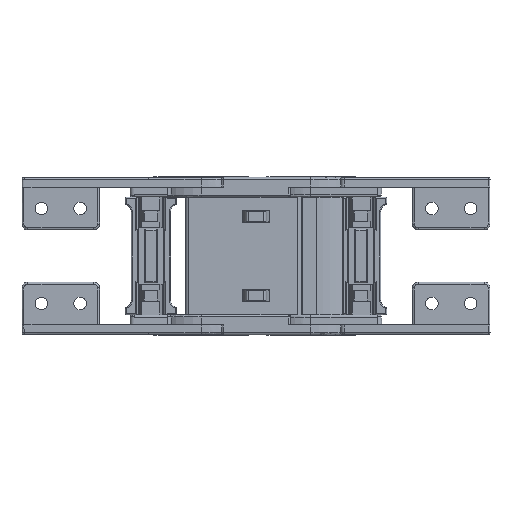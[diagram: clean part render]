
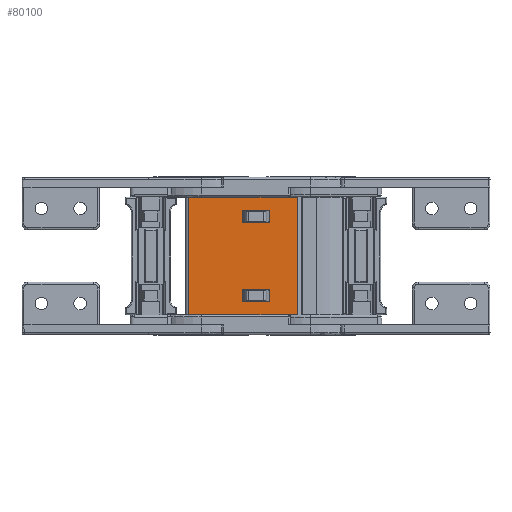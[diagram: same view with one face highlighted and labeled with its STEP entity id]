
A CAD part, front view. The second image highlights one B-rep face of the part: STEP entity #80100.
In plain terms, the highlighted planar face has unit normal (0, -1, 0).
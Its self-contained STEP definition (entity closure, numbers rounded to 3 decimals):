
#680 = VERTEX_POINT ( 'NONE', #6830 ) ;
#1891 = LINE ( 'NONE', #91743, #27015 ) ;
#2231 = PLANE ( 'NONE',  #58057 ) ;
#3261 = EDGE_CURVE ( 'NONE', #32726, #98247, #34794, .T. ) ;
#3458 = LINE ( 'NONE', #48389, #79192 ) ;
#3827 = DIRECTION ( 'NONE',  ( 0., 0., -1. ) ) ;
#5899 = DIRECTION ( 'NONE',  ( 0., 0., -1. ) ) ;
#6264 = VECTOR ( 'NONE', #12584, 1000. ) ;
#6830 = CARTESIAN_POINT ( 'NONE',  ( -26.803, 69.889, -25.416 ) ) ;
#7778 = ORIENTED_EDGE ( 'NONE', *, *, #3261, .T. ) ;
#8814 = FACE_BOUND ( 'NONE', #17684, .T. ) ;
#8919 = DIRECTION ( 'NONE',  ( -1., 0., 0. ) ) ;
#9710 = VERTEX_POINT ( 'NONE', #71544 ) ;
#10224 = LINE ( 'NONE', #61980, #88549 ) ;
#12584 = DIRECTION ( 'NONE',  ( 0., 0., -1. ) ) ;
#13315 = VECTOR ( 'NONE', #3827, 1000. ) ;
#15052 = DIRECTION ( 'NONE',  ( 0., 0., 1. ) ) ;
#15845 = EDGE_CURVE ( 'NONE', #98247, #51157, #94129, .T. ) ;
#15863 = CARTESIAN_POINT ( 'NONE',  ( -40.803, 69.889, 21.884 ) ) ;
#17684 = EDGE_LOOP ( 'NONE', ( #60969, #19638, #50572, #55310 ) ) ;
#18442 = CARTESIAN_POINT ( 'NONE',  ( -43.803, 69.889, 67.834 ) ) ;
#18922 = FACE_BOUND ( 'NONE', #97769, .T. ) ;
#19638 = ORIENTED_EDGE ( 'NONE', *, *, #90854, .F. ) ;
#20279 = EDGE_CURVE ( 'NONE', #51157, #74018, #10224, .T. ) ;
#21226 = CARTESIAN_POINT ( 'NONE',  ( -43.803, 69.889, 28.634 ) ) ;
#21556 = EDGE_CURVE ( 'NONE', #48772, #680, #31045, .T. ) ;
#21630 = CARTESIAN_POINT ( 'NONE',  ( -40.803, 69.889, 21.884 ) ) ;
#21976 = CARTESIAN_POINT ( 'NONE',  ( -26.803, 69.889, 15.584 ) ) ;
#23334 = DIRECTION ( 'NONE',  ( 0., 0., -1. ) ) ;
#24467 = LINE ( 'NONE', #21226, #86368 ) ;
#27015 = VECTOR ( 'NONE', #84288, 1000. ) ;
#29319 = CARTESIAN_POINT ( 'NONE',  ( -40.803, 69.889, -25.416 ) ) ;
#29646 = VERTEX_POINT ( 'NONE', #86078 ) ;
#29859 = DIRECTION ( 'NONE',  ( 1., 0., 0. ) ) ;
#31045 = LINE ( 'NONE', #69746, #42403 ) ;
#32202 = VECTOR ( 'NONE', #8919, 1000. ) ;
#32726 = VERTEX_POINT ( 'NONE', #63485 ) ;
#34190 = VERTEX_POINT ( 'NONE', #71139 ) ;
#34794 = LINE ( 'NONE', #100188, #13315 ) ;
#38460 = ORIENTED_EDGE ( 'NONE', *, *, #68520, .F. ) ;
#40809 = CARTESIAN_POINT ( 'NONE',  ( -43.803, 69.889, -32.166 ) ) ;
#42403 = VECTOR ( 'NONE', #29859, 1000. ) ;
#42755 = DIRECTION ( 'NONE',  ( 0., 1., 0. ) ) ;
#43183 = EDGE_CURVE ( 'NONE', #9710, #73945, #93876, .T. ) ;
#43811 = EDGE_LOOP ( 'NONE', ( #38460, #104309, #77288, #66189 ) ) ;
#44197 = DIRECTION ( 'NONE',  ( -1., 0., 0. ) ) ;
#44730 = DIRECTION ( 'NONE',  ( 0., 0., 1. ) ) ;
#45416 = CARTESIAN_POINT ( 'NONE',  ( -26.803, 69.889, -19.116 ) ) ;
#48389 = CARTESIAN_POINT ( 'NONE',  ( -40.803, 69.889, -19.116 ) ) ;
#48772 = VERTEX_POINT ( 'NONE', #29319 ) ;
#48921 = DIRECTION ( 'NONE',  ( -1., 0., 0. ) ) ;
#49514 = EDGE_CURVE ( 'NONE', #29646, #48772, #3458, .T. ) ;
#50572 = ORIENTED_EDGE ( 'NONE', *, *, #21556, .F. ) ;
#51157 = VERTEX_POINT ( 'NONE', #93359 ) ;
#51779 = LINE ( 'NONE', #21630, #58089 ) ;
#54537 = VERTEX_POINT ( 'NONE', #97640 ) ;
#55310 = ORIENTED_EDGE ( 'NONE', *, *, #49514, .F. ) ;
#56600 = EDGE_CURVE ( 'NONE', #34190, #29646, #1891, .T. ) ;
#56756 = ORIENTED_EDGE ( 'NONE', *, *, #20279, .T. ) ;
#57941 = VERTEX_POINT ( 'NONE', #76460 ) ;
#58057 = AXIS2_PLACEMENT_3D ( 'NONE', #18442, #42755, #82701 ) ;
#58089 = VECTOR ( 'NONE', #94077, 1000. ) ;
#58678 = LINE ( 'NONE', #45416, #58916 ) ;
#58916 = VECTOR ( 'NONE', #15052, 1000. ) ;
#60969 = ORIENTED_EDGE ( 'NONE', *, *, #56600, .F. ) ;
#61980 = CARTESIAN_POINT ( 'NONE',  ( -40.803, 69.889, 15.584 ) ) ;
#63485 = CARTESIAN_POINT ( 'NONE',  ( -26.803, 69.889, 21.884 ) ) ;
#64110 = LINE ( 'NONE', #40809, #103350 ) ;
#66189 = ORIENTED_EDGE ( 'NONE', *, *, #69737, .F. ) ;
#66902 = LINE ( 'NONE', #68669, #6264 ) ;
#67964 = EDGE_CURVE ( 'NONE', #74018, #32726, #51779, .T. ) ;
#68520 = EDGE_CURVE ( 'NONE', #54537, #57941, #66902, .T. ) ;
#68669 = CARTESIAN_POINT ( 'NONE',  ( -12.583, 69.889, 149.453 ) ) ;
#69737 = EDGE_CURVE ( 'NONE', #57941, #73945, #64110, .T. ) ;
#69746 = CARTESIAN_POINT ( 'NONE',  ( -40.803, 69.889, -25.416 ) ) ;
#71139 = CARTESIAN_POINT ( 'NONE',  ( -26.803, 69.889, -19.116 ) ) ;
#71258 = CARTESIAN_POINT ( 'NONE',  ( -68.783, 69.889, -32.166 ) ) ;
#71544 = CARTESIAN_POINT ( 'NONE',  ( -68.783, 69.889, 28.634 ) ) ;
#72093 = CARTESIAN_POINT ( 'NONE',  ( -40.803, 69.889, 15.584 ) ) ;
#72376 = VECTOR ( 'NONE', #5899, 1000. ) ;
#73945 = VERTEX_POINT ( 'NONE', #71258 ) ;
#74018 = VERTEX_POINT ( 'NONE', #15863 ) ;
#76460 = CARTESIAN_POINT ( 'NONE',  ( -12.583, 69.889, -32.166 ) ) ;
#77288 = ORIENTED_EDGE ( 'NONE', *, *, #43183, .T. ) ;
#79192 = VECTOR ( 'NONE', #23334, 1000. ) ;
#80100 = ADVANCED_FACE ( 'NONE', ( #8814, #99699, #18922 ), #2231, .F. ) ;
#82701 = DIRECTION ( 'NONE',  ( 0., 0., -1. ) ) ;
#84288 = DIRECTION ( 'NONE',  ( -1., 0., 0. ) ) ;
#86078 = CARTESIAN_POINT ( 'NONE',  ( -40.803, 69.889, -19.116 ) ) ;
#86368 = VECTOR ( 'NONE', #44197, 1000. ) ;
#88382 = EDGE_CURVE ( 'NONE', #54537, #9710, #24467, .T. ) ;
#88549 = VECTOR ( 'NONE', #44730, 1000. ) ;
#90854 = EDGE_CURVE ( 'NONE', #680, #34190, #58678, .T. ) ;
#91743 = CARTESIAN_POINT ( 'NONE',  ( -40.803, 69.889, -19.116 ) ) ;
#93359 = CARTESIAN_POINT ( 'NONE',  ( -40.803, 69.889, 15.584 ) ) ;
#93876 = LINE ( 'NONE', #99859, #72376 ) ;
#94077 = DIRECTION ( 'NONE',  ( 1., 0., 0. ) ) ;
#94129 = LINE ( 'NONE', #72093, #32202 ) ;
#97456 = ORIENTED_EDGE ( 'NONE', *, *, #15845, .T. ) ;
#97640 = CARTESIAN_POINT ( 'NONE',  ( -12.583, 69.889, 28.634 ) ) ;
#97769 = EDGE_LOOP ( 'NONE', ( #97456, #56756, #100124, #7778 ) ) ;
#98247 = VERTEX_POINT ( 'NONE', #21976 ) ;
#99699 = FACE_OUTER_BOUND ( 'NONE', #43811, .T. ) ;
#99859 = CARTESIAN_POINT ( 'NONE',  ( -68.783, 69.889, 149.453 ) ) ;
#100124 = ORIENTED_EDGE ( 'NONE', *, *, #67964, .T. ) ;
#100188 = CARTESIAN_POINT ( 'NONE',  ( -26.803, 69.889, 15.584 ) ) ;
#103350 = VECTOR ( 'NONE', #48921, 1000. ) ;
#104309 = ORIENTED_EDGE ( 'NONE', *, *, #88382, .T. ) ;
